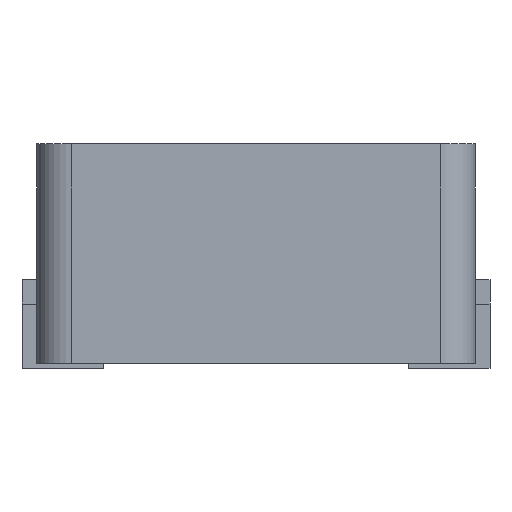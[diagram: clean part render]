
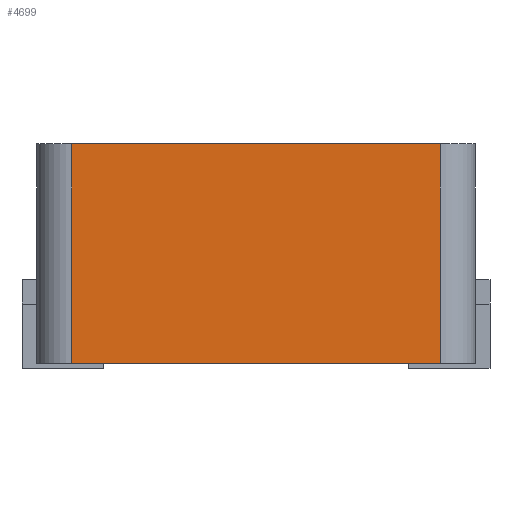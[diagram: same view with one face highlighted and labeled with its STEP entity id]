
A CAD part, left-side view. The second image highlights one B-rep face of the part: STEP entity #4699.
In plain terms, the highlighted planar face has unit normal (-1, 0, 0).
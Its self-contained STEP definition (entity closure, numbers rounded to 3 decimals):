
#520=ORIENTED_EDGE('',*,*,#1403,.F.);
#521=ORIENTED_EDGE('',*,*,#1531,.F.);
#522=ORIENTED_EDGE('',*,*,#1512,.T.);
#523=ORIENTED_EDGE('',*,*,#1532,.T.);
#1403=EDGE_CURVE('',#1912,#1913,#2259,.T.);
#1512=EDGE_CURVE('',#2018,#2017,#2265,.T.);
#1531=EDGE_CURVE('',#2018,#1912,#2267,.T.);
#1532=EDGE_CURVE('',#2017,#1913,#2268,.T.);
#1912=VERTEX_POINT('',#5754);
#1913=VERTEX_POINT('',#5756);
#2017=VERTEX_POINT('',#6392);
#2018=VERTEX_POINT('',#6394);
#2259=LINE('',#5755,#2510);
#2265=LINE('',#6393,#2516);
#2267=LINE('',#6572,#2518);
#2268=LINE('',#6574,#2519);
#2510=VECTOR('',#5124,1000.);
#2516=VECTOR('',#5146,1000.);
#2518=VECTOR('',#5154,1000.);
#2519=VECTOR('',#5157,1000.);
#2735=EDGE_LOOP('',(#520,#521,#522,#523));
#2958=FACE_BOUND('',#2735,.T.);
#3162=PLANE('',#4910);
#4699=ADVANCED_FACE('',(#2958),#3162,.T.);
#4910=AXIS2_PLACEMENT_3D('',#6573,#5155,#5156);
#5124=DIRECTION('',(0.,1.,0.));
#5146=DIRECTION('',(0.,1.,0.));
#5154=DIRECTION('',(0.,0.,-1.));
#5155=DIRECTION('',(-1.,0.,0.));
#5156=DIRECTION('',(0.,0.,1.));
#5157=DIRECTION('',(0.,0.,-1.));
#5754=CARTESIAN_POINT('',(-6.3,-5.3,-3.15));
#5755=CARTESIAN_POINT('',(-6.3,-5.3,-3.15));
#5756=CARTESIAN_POINT('',(-6.3,5.3,-3.15));
#6392=CARTESIAN_POINT('',(-6.3,5.3,3.15));
#6393=CARTESIAN_POINT('',(-6.3,-5.3,3.15));
#6394=CARTESIAN_POINT('',(-6.3,-5.3,3.15));
#6572=CARTESIAN_POINT('',(-6.3,-5.3,3.15));
#6573=CARTESIAN_POINT('',(-6.3,-5.3,3.15));
#6574=CARTESIAN_POINT('',(-6.3,5.3,3.15));
